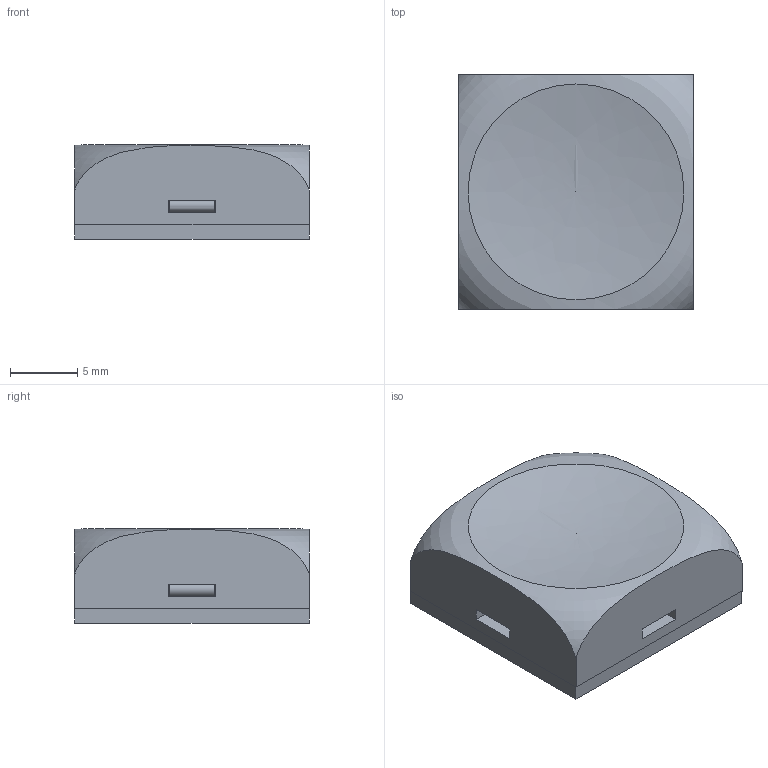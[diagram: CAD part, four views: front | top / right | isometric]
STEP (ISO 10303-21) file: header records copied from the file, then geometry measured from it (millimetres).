
FILE_DESCRIPTION( ( 'Unknown' ), '1' );
FILE_NAME( '714659001210.stp', 'Unknown', ( 'Unknown' ), ( 'Unknown' ), 'PSStep 21.0.46', 'Unknown', ' ' );
FILE_SCHEMA( ( 'AUTOMOTIVE_DESIGN { 1 0 10303 214 1 1 1 1 }' ) );
Length unit declared in the file: millimetre
Products named in the file (3): Assem1; Fluorescent_Plate; Knob
Assembly tree (2 placements, depth 2):
  Assem1
    Fluorescent_Plate
    Knob
Bounding box: 17.4 x 17.4 x 7 mm (x, y, z)
Volume: 1331.1 mm3; surface area: 2325.4 mm2
Topology: 2 solids, 2 shells, 82 faces, 210 edges, 140 vertices
Faces by surface type: plane 76, cylinder 4, bspline 1, torus 1
Entity records: 3275 total; most frequent: CARTESIAN_POINT 579, ORIENTED_EDGE 410, DIRECTION 378, EDGE_CURVE 205, LINE 192, VECTOR 192, VERTEX_POINT 138, EDGE_LOOP 100
